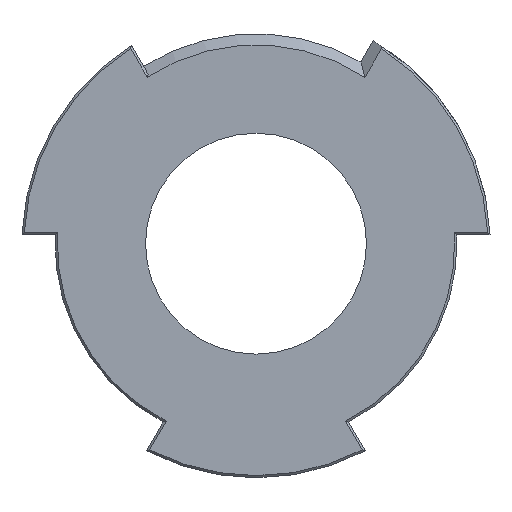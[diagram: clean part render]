
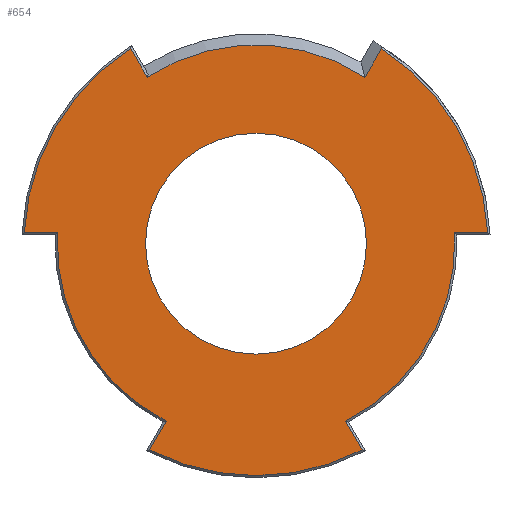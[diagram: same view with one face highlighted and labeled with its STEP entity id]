
A CAD part, front view. The second image highlights one B-rep face of the part: STEP entity #654.
In plain terms, the highlighted planar face has unit normal (0, -1, 0).
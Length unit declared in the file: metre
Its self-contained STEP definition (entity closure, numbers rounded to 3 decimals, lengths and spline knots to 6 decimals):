
#52=CIRCLE('',#721,0.005);
#53=CIRCLE('',#722,0.009);
#54=CIRCLE('',#723,0.0105);
#55=CIRCLE('',#724,0.009);
#56=CIRCLE('',#725,0.0105);
#57=CIRCLE('',#726,0.009);
#58=CIRCLE('',#727,0.0105);
#117=ORIENTED_EDGE('',*,*,#293,.F.);
#118=ORIENTED_EDGE('',*,*,#294,.T.);
#119=ORIENTED_EDGE('',*,*,#295,.T.);
#120=ORIENTED_EDGE('',*,*,#296,.T.);
#121=ORIENTED_EDGE('',*,*,#297,.T.);
#122=ORIENTED_EDGE('',*,*,#298,.T.);
#123=ORIENTED_EDGE('',*,*,#299,.T.);
#124=ORIENTED_EDGE('',*,*,#300,.T.);
#125=ORIENTED_EDGE('',*,*,#301,.T.);
#126=ORIENTED_EDGE('',*,*,#302,.T.);
#127=ORIENTED_EDGE('',*,*,#303,.T.);
#128=ORIENTED_EDGE('',*,*,#304,.T.);
#129=ORIENTED_EDGE('',*,*,#305,.T.);
#293=EDGE_CURVE('',#375,#375,#52,.T.);
#294=EDGE_CURVE('',#376,#377,#431,.T.);
#295=EDGE_CURVE('',#377,#378,#53,.T.);
#296=EDGE_CURVE('',#378,#379,#432,.T.);
#297=EDGE_CURVE('',#379,#380,#54,.T.);
#298=EDGE_CURVE('',#380,#381,#433,.T.);
#299=EDGE_CURVE('',#381,#382,#55,.T.);
#300=EDGE_CURVE('',#382,#383,#434,.T.);
#301=EDGE_CURVE('',#383,#384,#56,.T.);
#302=EDGE_CURVE('',#384,#385,#435,.T.);
#303=EDGE_CURVE('',#385,#386,#57,.T.);
#304=EDGE_CURVE('',#386,#387,#436,.T.);
#305=EDGE_CURVE('',#387,#376,#58,.T.);
#375=VERTEX_POINT('',#1022);
#376=VERTEX_POINT('',#1024);
#377=VERTEX_POINT('',#1025);
#378=VERTEX_POINT('',#1027);
#379=VERTEX_POINT('',#1029);
#380=VERTEX_POINT('',#1031);
#381=VERTEX_POINT('',#1033);
#382=VERTEX_POINT('',#1035);
#383=VERTEX_POINT('',#1037);
#384=VERTEX_POINT('',#1039);
#385=VERTEX_POINT('',#1041);
#386=VERTEX_POINT('',#1043);
#387=VERTEX_POINT('',#1045);
#431=LINE('',#1023,#491);
#432=LINE('',#1028,#492);
#433=LINE('',#1032,#493);
#434=LINE('',#1036,#494);
#435=LINE('',#1040,#495);
#436=LINE('',#1044,#496);
#491=VECTOR('',#836,1.);
#492=VECTOR('',#839,1.);
#493=VECTOR('',#842,1.);
#494=VECTOR('',#845,1.);
#495=VECTOR('',#848,1.);
#496=VECTOR('',#851,1.);
#539=EDGE_LOOP('',(#117));
#540=EDGE_LOOP('',(#118,#119,#120,#121,#122,#123,#124,#125,#126,#127,#128,
#129));
#583=FACE_BOUND('',#539,.T.);
#584=FACE_BOUND('',#540,.T.);
#621=PLANE('',#720);
#654=ADVANCED_FACE('',(#583,#584),#621,.T.);
#720=AXIS2_PLACEMENT_3D('',#1020,#832,#833);
#721=AXIS2_PLACEMENT_3D('',#1021,#834,#835);
#722=AXIS2_PLACEMENT_3D('',#1026,#837,#838);
#723=AXIS2_PLACEMENT_3D('',#1030,#840,#841);
#724=AXIS2_PLACEMENT_3D('',#1034,#843,#844);
#725=AXIS2_PLACEMENT_3D('',#1038,#846,#847);
#726=AXIS2_PLACEMENT_3D('',#1042,#849,#850);
#727=AXIS2_PLACEMENT_3D('',#1046,#852,#853);
#832=DIRECTION('',(0.,-1.,0.));
#833=DIRECTION('',(1.,0.,0.));
#834=DIRECTION('',(0.,-1.,0.));
#835=DIRECTION('',(0.,0.,-1.));
#836=DIRECTION('',(1.,0.,-0.001));
#837=DIRECTION('',(0.,-1.,0.));
#838=DIRECTION('',(0.,0.,-1.));
#839=DIRECTION('',(-0.501,0.,-0.866));
#840=DIRECTION('',(0.,-1.,0.));
#841=DIRECTION('',(0.,0.,-1.));
#842=DIRECTION('',(-0.499,0.,0.866));
#843=DIRECTION('',(0.,-1.,0.));
#844=DIRECTION('',(0.,0.,-1.));
#845=DIRECTION('',(1.,0.,-0.001));
#846=DIRECTION('',(0.,-1.,0.));
#847=DIRECTION('',(0.,0.,-1.));
#848=DIRECTION('',(-0.501,0.,-0.866));
#849=DIRECTION('',(0.,-1.,0.));
#850=DIRECTION('',(0.,0.,-1.));
#851=DIRECTION('',(-0.499,0.,0.866));
#852=DIRECTION('',(0.,-1.,0.));
#853=DIRECTION('',(0.,0.,-1.));
#1020=CARTESIAN_POINT('',(0.,-0.01,-0.000735));
#1021=CARTESIAN_POINT('',(0.,-0.01,0.));
#1022=CARTESIAN_POINT('',(0.,-0.01,-0.005));
#1023=CARTESIAN_POINT('',(0.000001,-0.01,0.0005));
#1024=CARTESIAN_POINT('',(-0.010488,-0.01,0.000507));
#1025=CARTESIAN_POINT('',(-0.008986,-0.01,0.000506));
#1026=CARTESIAN_POINT('',(0.,-0.01,0.));
#1027=CARTESIAN_POINT('',(-0.004065,-0.01,-0.00803));
#1028=CARTESIAN_POINT('',(-0.005073,-0.01,-0.009773));
#1029=CARTESIAN_POINT('',(-0.004817,-0.01,-0.00933));
#1030=CARTESIAN_POINT('',(0.,-0.01,0.));
#1031=CARTESIAN_POINT('',(0.004805,-0.01,-0.009336));
#1032=CARTESIAN_POINT('',(-0.000115,-0.01,-0.000801));
#1033=CARTESIAN_POINT('',(0.004055,-0.01,-0.008035));
#1034=CARTESIAN_POINT('',(0.,-0.01,0.));
#1035=CARTESIAN_POINT('',(0.008986,-0.01,0.000494));
#1036=CARTESIAN_POINT('',(0.011,-0.01,0.000493));
#1037=CARTESIAN_POINT('',(0.010488,-0.01,0.000493));
#1038=CARTESIAN_POINT('',(0.,-0.01,0.));
#1039=CARTESIAN_POINT('',(0.005683,-0.01,0.008829));
#1040=CARTESIAN_POINT('',(0.000114,-0.01,-0.000801));
#1041=CARTESIAN_POINT('',(0.004931,-0.01,0.007529));
#1042=CARTESIAN_POINT('',(0.,-0.01,0.));
#1043=CARTESIAN_POINT('',(-0.004921,-0.01,0.007535));
#1044=CARTESIAN_POINT('',(-0.005927,-0.01,0.00928));
#1045=CARTESIAN_POINT('',(-0.005671,-0.01,0.008837));
#1046=CARTESIAN_POINT('',(0.,-0.01,0.));
